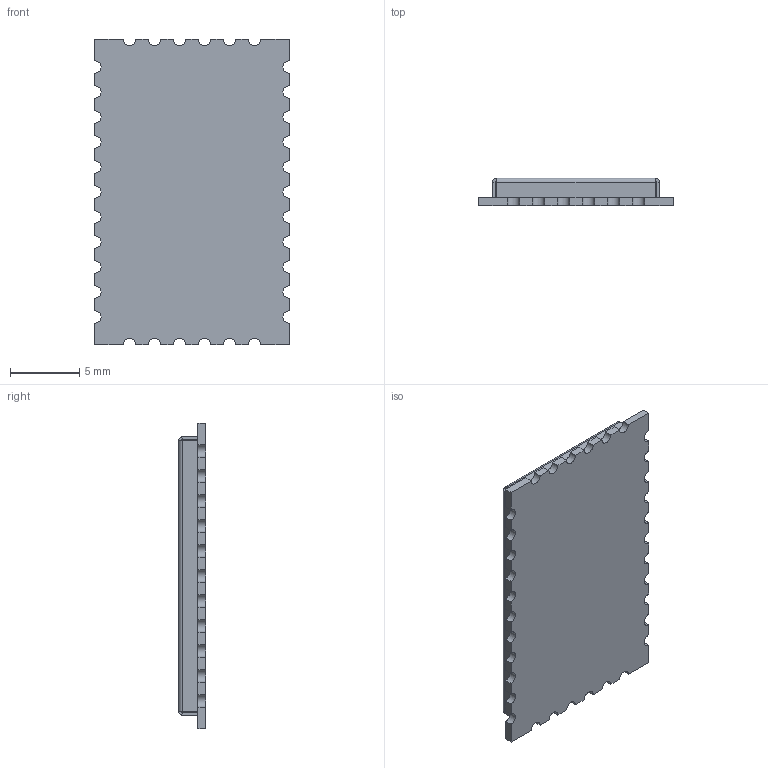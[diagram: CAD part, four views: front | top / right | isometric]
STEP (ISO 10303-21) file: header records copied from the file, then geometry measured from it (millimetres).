
FILE_DESCRIPTION((''),'2;1');
FILE_NAME('PWB-RAK811_ASM','2020-02-06T',('lln'),(''),'PRO/ENGINEER BY PARAMETRIC TECHNOLOGY CORPORATION, 2010280','PRO/ENGINEER BY PARAMETRIC TECHNOLOGY CORPORATION, 2010280','');
FILE_SCHEMA(('CONFIG_CONTROL_DESIGN','SHAPE_APPEARANCE_LAYERS_GROUPS'));
Length unit declared in the file: millimetre
Products named in the file (3): PWB-RAK811; RAKU70580012; PWB-RAK811_ASM
Assembly tree (2 placements, depth 2):
  PWB-RAK811_ASM
    PWB-RAK811
    RAKU70580012
Bounding box: 14 x 1.95 x 22 mm (x, y, z)
Volume: 225 mm3; surface area: 1274.9 mm2
Topology: 2 solids, 2 shells, 126 faces, 334 edges, 212 vertices
Faces by surface type: plane 82, cylinder 44
Entity records: 4641 total; most frequent: DIRECTION 692, CARTESIAN_POINT 677, ORIENTED_EDGE 668, EDGE_CURVE 334, VECTOR 238, LINE 238, AXIS2_PLACEMENT_3D 227, PRESENTATION_STYLE_ASSIGNMENT 217
